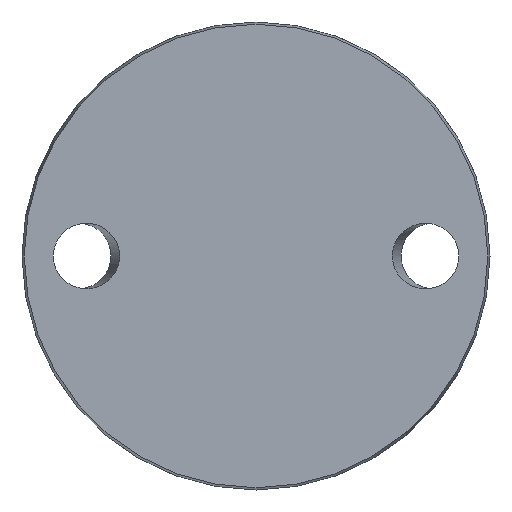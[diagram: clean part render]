
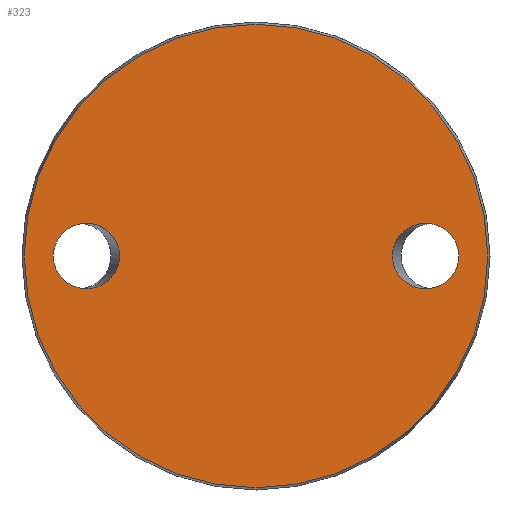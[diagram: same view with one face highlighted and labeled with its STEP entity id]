
A CAD part, front view. The second image highlights one B-rep face of the part: STEP entity #323.
In plain terms, the highlighted planar face has unit normal (0, -1, 0).
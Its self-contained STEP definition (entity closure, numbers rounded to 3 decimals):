
#12 = DIRECTION ( 'NONE',  ( 0., 0., 1. ) ) ;
#15 = ORIENTED_EDGE ( 'NONE', *, *, #592, .T. ) ;
#18 = CARTESIAN_POINT ( 'NONE',  ( 51.115, 0., -16.5 ) ) ;
#19 = EDGE_LOOP ( 'NONE', ( #687 ) ) ;
#64 = CARTESIAN_POINT ( 'NONE',  ( -51.115, 0., 0. ) ) ;
#67 = FACE_OUTER_BOUND ( 'NONE', #325, .T. ) ;
#87 = AXIS2_PLACEMENT_3D ( 'NONE', #163, #170, #589 ) ;
#100 = VERTEX_POINT ( 'NONE', #108 ) ;
#108 = CARTESIAN_POINT ( 'NONE',  ( -51.115, 0., 0. ) ) ;
#121 = CARTESIAN_POINT ( 'NONE',  ( -51.115, 0., 16.5 ) ) ;
#136 = CARTESIAN_POINT ( 'NONE',  ( 34.385, 0., -16.5 ) ) ;
#142 =( BOUNDED_CURVE ( )  B_SPLINE_CURVE ( 3, ( #613, #121, #202, #626, #304, #258, #64 ),
 .UNSPECIFIED., .T., .F. ) 
 B_SPLINE_CURVE_WITH_KNOTS ( ( 4, 3, 4 ),
 ( 0., 3.142, 6.283 ),
 .UNSPECIFIED. ) 
 CURVE ( )  GEOMETRIC_REPRESENTATION_ITEM ( )  RATIONAL_B_SPLINE_CURVE ( ( 1., 0.333, 0.333, 1., 0.333, 0.333, 1. ) ) 
 REPRESENTATION_ITEM ( '' )  );
#161 = CARTESIAN_POINT ( 'NONE',  ( 0., 0., -58.425 ) ) ;
#163 = CARTESIAN_POINT ( 'NONE',  ( 0., 0., 0. ) ) ;
#170 = DIRECTION ( 'NONE',  ( 0., -1., 0. ) ) ;
#181 = CARTESIAN_POINT ( 'NONE',  ( 51.115, 0., 0. ) ) ;
#202 = CARTESIAN_POINT ( 'NONE',  ( -34.385, 0., 16.5 ) ) ;
#258 = CARTESIAN_POINT ( 'NONE',  ( -51.115, 0., -16.5 ) ) ;
#264 = CIRCLE ( 'NONE', #87, 58.425 ) ;
#304 = CARTESIAN_POINT ( 'NONE',  ( -34.385, 0., -16.5 ) ) ;
#310 = PLANE ( 'NONE',  #314 ) ;
#314 = AXIS2_PLACEMENT_3D ( 'NONE', #374, #561, #12 ) ;
#323 = ADVANCED_FACE ( 'NONE', ( #621, #616, #67 ), #310, .F. ) ;
#325 = EDGE_LOOP ( 'NONE', ( #15 ) ) ;
#330 =( BOUNDED_CURVE ( )  B_SPLINE_CURVE ( 3, ( #562, #18, #136, #731, #691, #753, #181 ),
 .UNSPECIFIED., .T., .T. ) 
 B_SPLINE_CURVE_WITH_KNOTS ( ( 4, 3, 4 ),
 ( 0., 3.142, 6.283 ),
 .UNSPECIFIED. ) 
 CURVE ( )  GEOMETRIC_REPRESENTATION_ITEM ( )  RATIONAL_B_SPLINE_CURVE ( ( 1., 0.333, 0.333, 1., 0.333, 0.333, 1. ) ) 
 REPRESENTATION_ITEM ( '' )  );
#348 = CARTESIAN_POINT ( 'NONE',  ( 51.115, 0., 0. ) ) ;
#374 = CARTESIAN_POINT ( 'NONE',  ( -58.425, 0., 0. ) ) ;
#459 = VERTEX_POINT ( 'NONE', #161 ) ;
#473 = EDGE_LOOP ( 'NONE', ( #476 ) ) ;
#476 = ORIENTED_EDGE ( 'NONE', *, *, #696, .T. ) ;
#561 = DIRECTION ( 'NONE',  ( 0., 1., 0. ) ) ;
#562 = CARTESIAN_POINT ( 'NONE',  ( 51.115, 0., 0. ) ) ;
#589 = DIRECTION ( 'NONE',  ( 0., 0., -1. ) ) ;
#592 = EDGE_CURVE ( 'NONE', #459, #459, #264, .T. ) ;
#613 = CARTESIAN_POINT ( 'NONE',  ( -51.115, 0., 0. ) ) ;
#616 = FACE_BOUND ( 'NONE', #19, .T. ) ;
#621 = FACE_BOUND ( 'NONE', #473, .T. ) ;
#626 = CARTESIAN_POINT ( 'NONE',  ( -34.385, 0., 0. ) ) ;
#656 = VERTEX_POINT ( 'NONE', #348 ) ;
#687 = ORIENTED_EDGE ( 'NONE', *, *, #700, .T. ) ;
#691 = CARTESIAN_POINT ( 'NONE',  ( 34.385, 0., 16.5 ) ) ;
#696 = EDGE_CURVE ( 'NONE', #100, #100, #142, .T. ) ;
#700 = EDGE_CURVE ( 'NONE', #656, #656, #330, .T. ) ;
#731 = CARTESIAN_POINT ( 'NONE',  ( 34.385, 0., 0. ) ) ;
#753 = CARTESIAN_POINT ( 'NONE',  ( 51.115, 0., 16.5 ) ) ;
